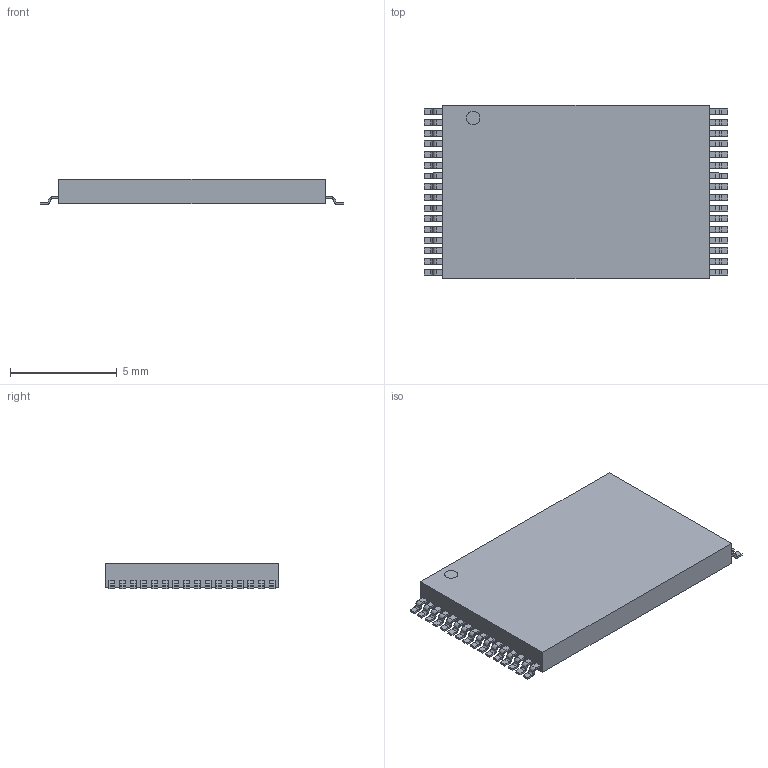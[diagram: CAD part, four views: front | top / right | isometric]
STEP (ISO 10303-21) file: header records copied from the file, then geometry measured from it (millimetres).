
FILE_DESCRIPTION(('STEP AP214'),'1');
FILE_NAME('TSOP32_WH_SST_MCH','2025-03-19T10:21:29',(''),(''),'','','');
FILE_SCHEMA(('AUTOMOTIVE_DESIGN'));
Length unit declared in the file: millimetre
Products named in the file (1): product
Bounding box: 14.2 x 8.1 x 1.2 mm (x, y, z)
Volume: 116.5 mm3; surface area: 275.7 mm2
Topology: 34 solids, 34 shells, 457 faces, 1167 edges, 778 vertices
Faces by surface type: plane 328, cylinder 129
Full cylindrical faces by diameter (mm): 0.625 x1
Entity records: 13301 total; most frequent: DIRECTION 2342, ORIENTED_EDGE 2332, CARTESIAN_POINT 1367, EDGE_CURVE 1166, LINE 908, VECTOR 908, VERTEX_POINT 778, AXIS2_PLACEMENT_3D 717
